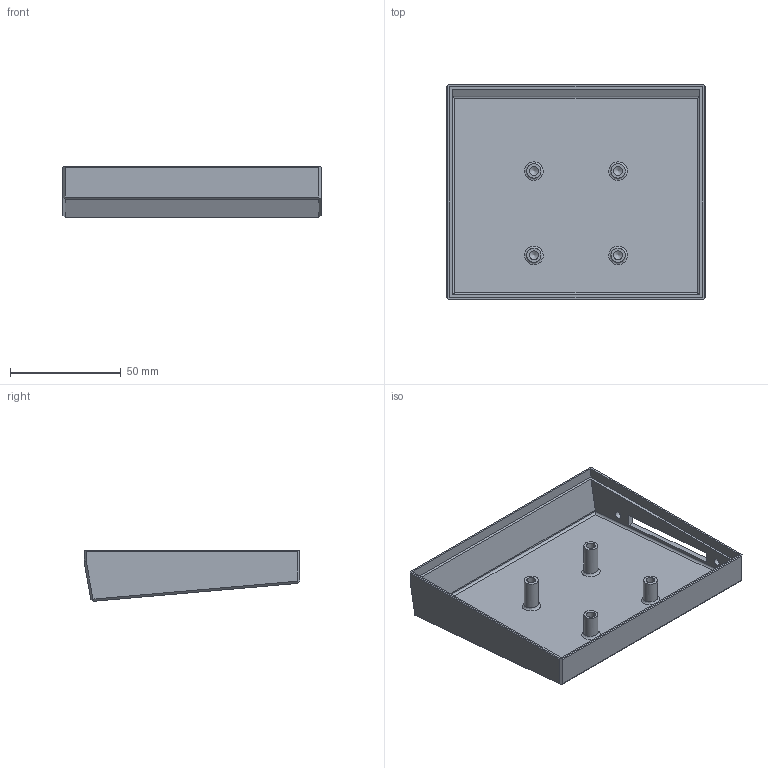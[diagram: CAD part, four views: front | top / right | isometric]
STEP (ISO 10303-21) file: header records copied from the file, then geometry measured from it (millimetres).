
FILE_DESCRIPTION(('FreeCAD Model'),'2;1');
FILE_NAME('Open CASCADE Shape Model','2023-10-18T17:34:14',(''),(''), 'Open CASCADE STEP processor 7.7','FreeCAD','Unknown');
FILE_SCHEMA(('AUTOMOTIVE_DESIGN { 1 0 10303 214 1 1 1 1 }'));
Length unit declared in the file: millimetre
Products named in the file (1): LeftKeyBase
Bounding box: 116.7 x 97.65 x 22.87 mm (x, y, z)
Volume: 25027.4 mm3; surface area: 38308.6 mm2
Topology: 1 solids, 1 shells, 67 faces, 163 edges, 104 vertices
Faces by surface type: plane 45, cylinder 14, bspline 4, cone 4
Full cylindrical faces by diameter (mm): 4 x4, 6.4 x4
Entity records: 2463 total; most frequent: CARTESIAN_POINT 907, ORIENTED_EDGE 318, DIRECTION 295, EDGE_CURVE 159, LINE 127, VECTOR 127, VERTEX_POINT 104, AXIS2_PLACEMENT_3D 84
